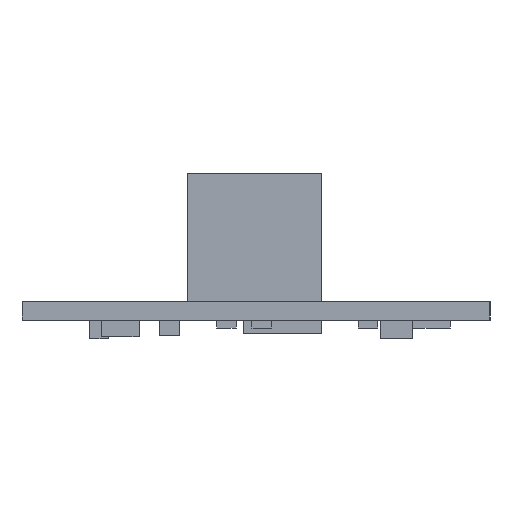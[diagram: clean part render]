
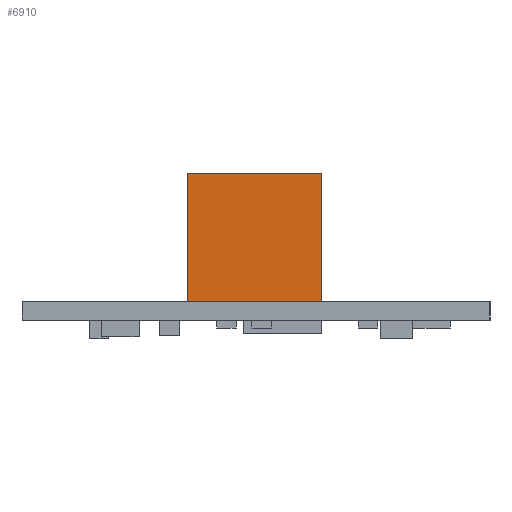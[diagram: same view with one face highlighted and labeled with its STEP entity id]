
A CAD part, left-side view. The second image highlights one B-rep face of the part: STEP entity #6910.
In plain terms, the highlighted planar face has unit normal (-1, 0, 0).
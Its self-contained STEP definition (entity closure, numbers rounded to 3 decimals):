
#6805 = PLANE('',#6806);
#6806 = AXIS2_PLACEMENT_3D('',#6807,#6808,#6809);
#6807 = CARTESIAN_POINT('',(7.855,6.02,0.));
#6808 = DIRECTION('',(0.,-1.,0.));
#6809 = DIRECTION('',(-1.,0.,0.));
#6830 = VERTEX_POINT('',#6831);
#6831 = CARTESIAN_POINT('',(-7.855,6.02,11.5));
#6845 = PLANE('',#6846);
#6846 = AXIS2_PLACEMENT_3D('',#6847,#6848,#6849);
#6847 = CARTESIAN_POINT('',(7.855,6.02,11.5));
#6848 = DIRECTION('',(0.,0.,-1.));
#6849 = DIRECTION('',(-1.,0.,0.));
#6857 = EDGE_CURVE('',#6858,#6830,#6860,.T.);
#6858 = VERTEX_POINT('',#6859);
#6859 = CARTESIAN_POINT('',(-7.855,6.02,0.));
#6860 = SURFACE_CURVE('',#6861,(#6865,#6872),.PCURVE_S1.);
#6861 = LINE('',#6862,#6863);
#6862 = CARTESIAN_POINT('',(-7.855,6.02,0.));
#6863 = VECTOR('',#6864,1.);
#6864 = DIRECTION('',(0.,0.,1.));
#6865 = PCURVE('',#6805,#6866);
#6866 = DEFINITIONAL_REPRESENTATION('',(#6867),#6871);
#6867 = LINE('',#6868,#6869);
#6868 = CARTESIAN_POINT('',(15.71,0.));
#6869 = VECTOR('',#6870,1.);
#6870 = DIRECTION('',(0.,-1.));
#6871 = ( GEOMETRIC_REPRESENTATION_CONTEXT(2) 
PARAMETRIC_REPRESENTATION_CONTEXT() REPRESENTATION_CONTEXT('2D SPACE',''
  ) );
#6872 = PCURVE('',#6873,#6878);
#6873 = PLANE('',#6874);
#6874 = AXIS2_PLACEMENT_3D('',#6875,#6876,#6877);
#6875 = CARTESIAN_POINT('',(-7.855,6.02,0.));
#6876 = DIRECTION('',(1.,0.,0.));
#6877 = DIRECTION('',(0.,-1.,0.));
#6878 = DEFINITIONAL_REPRESENTATION('',(#6879),#6883);
#6879 = LINE('',#6880,#6881);
#6880 = CARTESIAN_POINT('',(0.,0.));
#6881 = VECTOR('',#6882,1.);
#6882 = DIRECTION('',(0.,-1.));
#6883 = ( GEOMETRIC_REPRESENTATION_CONTEXT(2) 
PARAMETRIC_REPRESENTATION_CONTEXT() REPRESENTATION_CONTEXT('2D SPACE',''
  ) );
#6899 = PLANE('',#6900);
#6900 = AXIS2_PLACEMENT_3D('',#6901,#6902,#6903);
#6901 = CARTESIAN_POINT('',(7.855,6.02,0.));
#6902 = DIRECTION('',(0.,0.,-1.));
#6903 = DIRECTION('',(-1.,0.,0.));
#6910 = ADVANCED_FACE('',(#6911),#6873,.F.);
#6911 = FACE_BOUND('',#6912,.F.);
#6912 = EDGE_LOOP('',(#6913,#6914,#6937,#6965));
#6913 = ORIENTED_EDGE('',*,*,#6857,.T.);
#6914 = ORIENTED_EDGE('',*,*,#6915,.T.);
#6915 = EDGE_CURVE('',#6830,#6916,#6918,.T.);
#6916 = VERTEX_POINT('',#6917);
#6917 = CARTESIAN_POINT('',(-7.855,-6.02,11.5));
#6918 = SURFACE_CURVE('',#6919,(#6923,#6930),.PCURVE_S1.);
#6919 = LINE('',#6920,#6921);
#6920 = CARTESIAN_POINT('',(-7.855,6.02,11.5));
#6921 = VECTOR('',#6922,1.);
#6922 = DIRECTION('',(0.,-1.,0.));
#6923 = PCURVE('',#6873,#6924);
#6924 = DEFINITIONAL_REPRESENTATION('',(#6925),#6929);
#6925 = LINE('',#6926,#6927);
#6926 = CARTESIAN_POINT('',(0.,-11.5));
#6927 = VECTOR('',#6928,1.);
#6928 = DIRECTION('',(1.,0.));
#6929 = ( GEOMETRIC_REPRESENTATION_CONTEXT(2) 
PARAMETRIC_REPRESENTATION_CONTEXT() REPRESENTATION_CONTEXT('2D SPACE',''
  ) );
#6930 = PCURVE('',#6845,#6931);
#6931 = DEFINITIONAL_REPRESENTATION('',(#6932),#6936);
#6932 = LINE('',#6933,#6934);
#6933 = CARTESIAN_POINT('',(15.71,0.));
#6934 = VECTOR('',#6935,1.);
#6935 = DIRECTION('',(0.,-1.));
#6936 = ( GEOMETRIC_REPRESENTATION_CONTEXT(2) 
PARAMETRIC_REPRESENTATION_CONTEXT() REPRESENTATION_CONTEXT('2D SPACE',''
  ) );
#6937 = ORIENTED_EDGE('',*,*,#6938,.F.);
#6938 = EDGE_CURVE('',#6939,#6916,#6941,.T.);
#6939 = VERTEX_POINT('',#6940);
#6940 = CARTESIAN_POINT('',(-7.855,-6.02,0.));
#6941 = SURFACE_CURVE('',#6942,(#6946,#6953),.PCURVE_S1.);
#6942 = LINE('',#6943,#6944);
#6943 = CARTESIAN_POINT('',(-7.855,-6.02,0.));
#6944 = VECTOR('',#6945,1.);
#6945 = DIRECTION('',(0.,0.,1.));
#6946 = PCURVE('',#6873,#6947);
#6947 = DEFINITIONAL_REPRESENTATION('',(#6948),#6952);
#6948 = LINE('',#6949,#6950);
#6949 = CARTESIAN_POINT('',(12.04,0.));
#6950 = VECTOR('',#6951,1.);
#6951 = DIRECTION('',(0.,-1.));
#6952 = ( GEOMETRIC_REPRESENTATION_CONTEXT(2) 
PARAMETRIC_REPRESENTATION_CONTEXT() REPRESENTATION_CONTEXT('2D SPACE',''
  ) );
#6953 = PCURVE('',#6954,#6959);
#6954 = PLANE('',#6955);
#6955 = AXIS2_PLACEMENT_3D('',#6956,#6957,#6958);
#6956 = CARTESIAN_POINT('',(-7.855,-6.02,0.));
#6957 = DIRECTION('',(0.,1.,0.));
#6958 = DIRECTION('',(1.,0.,0.));
#6959 = DEFINITIONAL_REPRESENTATION('',(#6960),#6964);
#6960 = LINE('',#6961,#6962);
#6961 = CARTESIAN_POINT('',(0.,0.));
#6962 = VECTOR('',#6963,1.);
#6963 = DIRECTION('',(0.,-1.));
#6964 = ( GEOMETRIC_REPRESENTATION_CONTEXT(2) 
PARAMETRIC_REPRESENTATION_CONTEXT() REPRESENTATION_CONTEXT('2D SPACE',''
  ) );
#6965 = ORIENTED_EDGE('',*,*,#6966,.F.);
#6966 = EDGE_CURVE('',#6858,#6939,#6967,.T.);
#6967 = SURFACE_CURVE('',#6968,(#6972,#6979),.PCURVE_S1.);
#6968 = LINE('',#6969,#6970);
#6969 = CARTESIAN_POINT('',(-7.855,6.02,0.));
#6970 = VECTOR('',#6971,1.);
#6971 = DIRECTION('',(0.,-1.,0.));
#6972 = PCURVE('',#6873,#6973);
#6973 = DEFINITIONAL_REPRESENTATION('',(#6974),#6978);
#6974 = LINE('',#6975,#6976);
#6975 = CARTESIAN_POINT('',(0.,0.));
#6976 = VECTOR('',#6977,1.);
#6977 = DIRECTION('',(1.,0.));
#6978 = ( GEOMETRIC_REPRESENTATION_CONTEXT(2) 
PARAMETRIC_REPRESENTATION_CONTEXT() REPRESENTATION_CONTEXT('2D SPACE',''
  ) );
#6979 = PCURVE('',#6899,#6980);
#6980 = DEFINITIONAL_REPRESENTATION('',(#6981),#6985);
#6981 = LINE('',#6982,#6983);
#6982 = CARTESIAN_POINT('',(15.71,0.));
#6983 = VECTOR('',#6984,1.);
#6984 = DIRECTION('',(0.,-1.));
#6985 = ( GEOMETRIC_REPRESENTATION_CONTEXT(2) 
PARAMETRIC_REPRESENTATION_CONTEXT() REPRESENTATION_CONTEXT('2D SPACE',''
  ) );
